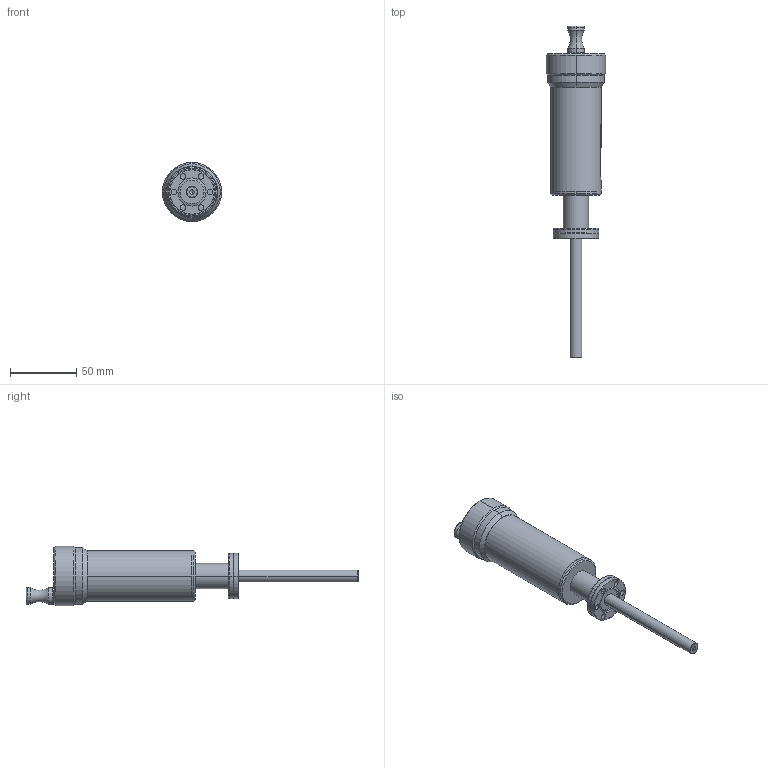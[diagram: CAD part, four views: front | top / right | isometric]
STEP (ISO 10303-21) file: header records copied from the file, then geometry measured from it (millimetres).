
FILE_DESCRIPTION((''),'2;1');
FILE_NAME('ZLDS925','2012-01-17T',('graeme.farley'),(''),'PRO/ENGINEER BY PARAMETRIC TECHNOLOGY CORPORATION, 2010140','PRO/ENGINEER BY PARAMETRIC TECHNOLOGY CORPORATION, 2010140','');
FILE_SCHEMA(('CONFIG_CONTROL_DESIGN'));
Length unit declared in the file: millimetre
Products named in the file (1): ZLDS925
Bounding box: 44.5 x 250 x 44.5 mm (x, y, z)
Volume: 149169.7 mm3; surface area: 23869.5 mm2
Topology: 1 solids, 1 shells, 100 faces, 242 edges, 151 vertices
Faces by surface type: cylinder 50, cone 24, plane 22, torus 4
Entity records: 3023 total; most frequent: DIRECTION 561, CARTESIAN_POINT 529, ORIENTED_EDGE 480, EDGE_CURVE 240, AXIS2_PLACEMENT_3D 227, VERTEX_POINT 151, CIRCLE 127, EDGE_LOOP 121
